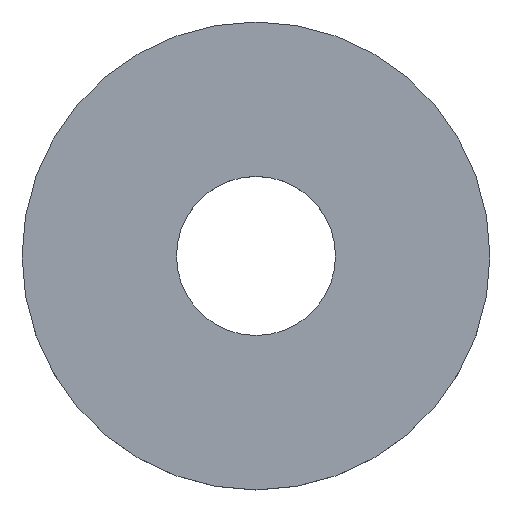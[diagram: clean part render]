
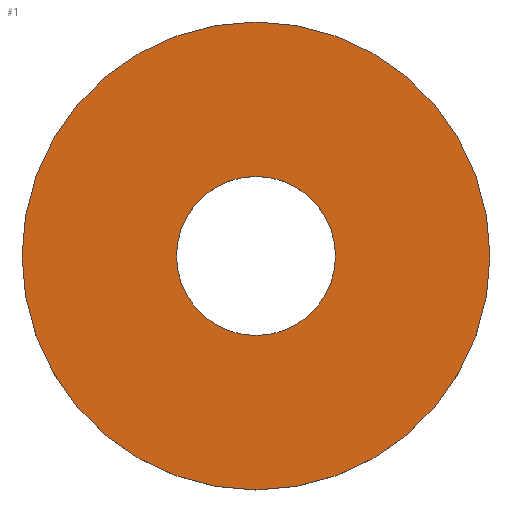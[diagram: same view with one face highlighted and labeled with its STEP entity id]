
A CAD part, top view. The second image highlights one B-rep face of the part: STEP entity #1.
In plain terms, the highlighted planar face has unit normal (0, 0, 1).
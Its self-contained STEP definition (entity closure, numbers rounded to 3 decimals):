
#1 = ADVANCED_FACE ( 'NONE', ( #104, #173 ), #123, .T. ) ;
#2 = DIRECTION ( 'NONE',  ( 0., 0., 1. ) ) ;
#5 = VERTEX_POINT ( 'NONE', #80 ) ;
#17 = AXIS2_PLACEMENT_3D ( 'NONE', #142, #195, #118 ) ;
#19 = EDGE_CURVE ( 'NONE', #177, #148, #234, .T. ) ;
#36 = AXIS2_PLACEMENT_3D ( 'NONE', #212, #141, #139 ) ;
#40 = DIRECTION ( 'NONE',  ( 1., 0., 0. ) ) ;
#49 = EDGE_CURVE ( 'NONE', #198, #5, #135, .T. ) ;
#50 = CIRCLE ( 'NONE', #205, 25. ) ;
#57 = EDGE_CURVE ( 'NONE', #148, #177, #161, .T. ) ;
#59 = ORIENTED_EDGE ( 'NONE', *, *, #57, .F. ) ;
#63 = ORIENTED_EDGE ( 'NONE', *, *, #19, .F. ) ;
#71 = EDGE_CURVE ( 'NONE', #5, #198, #50, .T. ) ;
#80 = CARTESIAN_POINT ( 'NONE',  ( -25., 0., 5. ) ) ;
#86 = ORIENTED_EDGE ( 'NONE', *, *, #71, .T. ) ;
#99 = DIRECTION ( 'NONE',  ( 0., 0., 1. ) ) ;
#104 = FACE_OUTER_BOUND ( 'NONE', #146, .T. ) ;
#109 = CARTESIAN_POINT ( 'NONE',  ( 8.5, 0., 5. ) ) ;
#118 = DIRECTION ( 'NONE',  ( 1., 0., 0. ) ) ;
#123 = PLANE ( 'NONE',  #223 ) ;
#135 = CIRCLE ( 'NONE', #17, 25. ) ;
#139 = DIRECTION ( 'NONE',  ( 1., 0., 0. ) ) ;
#141 = DIRECTION ( 'NONE',  ( 0., 0., 1. ) ) ;
#142 = CARTESIAN_POINT ( 'NONE',  ( 0., 0., 5. ) ) ;
#146 = EDGE_LOOP ( 'NONE', ( #86, #214 ) ) ;
#148 = VERTEX_POINT ( 'NONE', #109 ) ;
#153 = CARTESIAN_POINT ( 'NONE',  ( 0., 0., 5. ) ) ;
#161 = CIRCLE ( 'NONE', #36, 8.5 ) ;
#173 = FACE_BOUND ( 'NONE', #249, .T. ) ;
#175 = DIRECTION ( 'NONE',  ( 1., 0., 0. ) ) ;
#177 = VERTEX_POINT ( 'NONE', #184 ) ;
#178 = CARTESIAN_POINT ( 'NONE',  ( 0., 0., 5. ) ) ;
#181 = DIRECTION ( 'NONE',  ( 1., 0., 0. ) ) ;
#184 = CARTESIAN_POINT ( 'NONE',  ( -8.5, 0., 5. ) ) ;
#195 = DIRECTION ( 'NONE',  ( 0., 0., 1. ) ) ;
#198 = VERTEX_POINT ( 'NONE', #236 ) ;
#202 = AXIS2_PLACEMENT_3D ( 'NONE', #178, #99, #40 ) ;
#205 = AXIS2_PLACEMENT_3D ( 'NONE', #153, #224, #181 ) ;
#212 = CARTESIAN_POINT ( 'NONE',  ( 0., 0., 5. ) ) ;
#214 = ORIENTED_EDGE ( 'NONE', *, *, #49, .T. ) ;
#223 = AXIS2_PLACEMENT_3D ( 'NONE', #228, #2, #175 ) ;
#224 = DIRECTION ( 'NONE',  ( 0., 0., 1. ) ) ;
#228 = CARTESIAN_POINT ( 'NONE',  ( 0., 0., 5. ) ) ;
#234 = CIRCLE ( 'NONE', #202, 8.5 ) ;
#236 = CARTESIAN_POINT ( 'NONE',  ( 25., 0., 5. ) ) ;
#249 = EDGE_LOOP ( 'NONE', ( #63, #59 ) ) ;
